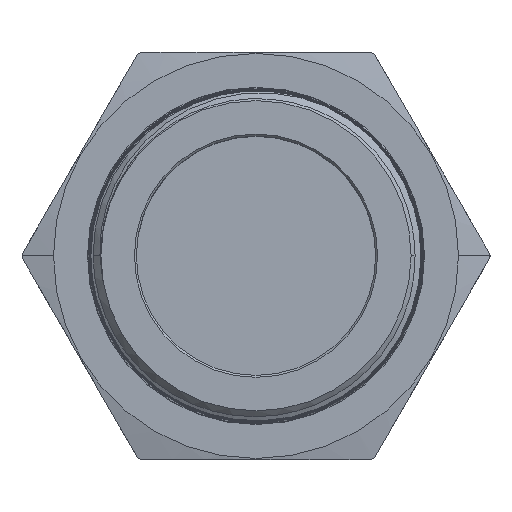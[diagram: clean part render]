
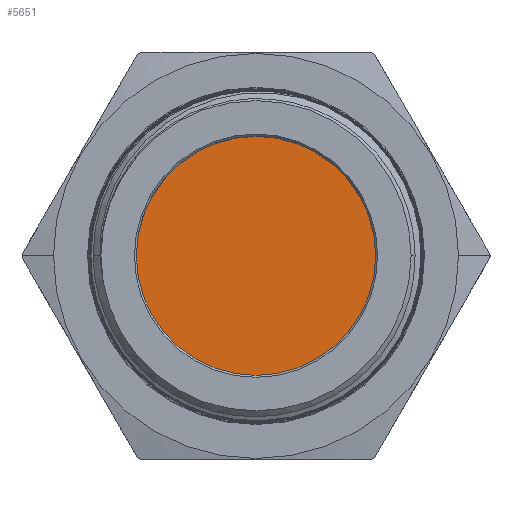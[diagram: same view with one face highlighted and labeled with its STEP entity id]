
A CAD part, top view. The second image highlights one B-rep face of the part: STEP entity #5651.
In plain terms, the highlighted planar face has unit normal (0, 0, 1).
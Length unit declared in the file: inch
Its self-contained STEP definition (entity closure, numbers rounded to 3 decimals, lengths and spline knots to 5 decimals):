
#1040 = CARTESIAN_POINT ( 'NONE',  ( 0., 0., -0.00378 ) ) ;
#1042 = PLANE ( 'NONE',  #1563 ) ;
#1044 = DIRECTION ( 'NONE',  ( 0., 0., -1. ) ) ;
#1045 = DIRECTION ( 'NONE',  ( -1., 0., 0. ) ) ;
#1160 = CARTESIAN_POINT ( 'NONE',  ( 1.31, 0., -0.00378 ) ) ;
#1187 = CARTESIAN_POINT ( 'NONE',  ( -1.31, 0., -0.00378 ) ) ;
#1355 = EDGE_CURVE ( 'NONE', #7692, #7693, #7393, .T. ) ;
#1358 = EDGE_CURVE ( 'NONE', #7693, #7692, #7399, .T. ) ;
#1501 = AXIS2_PLACEMENT_3D ( 'NONE', #4597, #4598, #4599 ) ;
#1503 = AXIS2_PLACEMENT_3D ( 'NONE', #4606, #4607, #4608 ) ;
#1563 = AXIS2_PLACEMENT_3D ( 'NONE', #1040, #1044, #1045 ) ;
#4597 = CARTESIAN_POINT ( 'NONE',  ( 0., 0., -0.00378 ) ) ;
#4598 = DIRECTION ( 'NONE',  ( 0., 0., -1. ) ) ;
#4599 = DIRECTION ( 'NONE',  ( -1., 0., 0. ) ) ;
#4606 = CARTESIAN_POINT ( 'NONE',  ( 0., 0., -0.00378 ) ) ;
#4607 = DIRECTION ( 'NONE',  ( 0., 0., -1. ) ) ;
#4608 = DIRECTION ( 'NONE',  ( -1., 0., 0. ) ) ;
#5651 = ADVANCED_FACE ( 'NONE', ( #7518 ), #1042, .F. ) ;
#7393 = CIRCLE ( 'NONE', #1501, 1.31 ) ;
#7399 = CIRCLE ( 'NONE', #1503, 1.31 ) ;
#7518 = FACE_OUTER_BOUND ( 'NONE', #7866, .T. ) ;
#7659 = ORIENTED_EDGE ( 'NONE', *, *, #1358, .F. ) ;
#7660 = ORIENTED_EDGE ( 'NONE', *, *, #1355, .F. ) ;
#7692 = VERTEX_POINT ( 'NONE', #1187 ) ;
#7693 = VERTEX_POINT ( 'NONE', #1160 ) ;
#7866 = EDGE_LOOP ( 'NONE', ( #7659, #7660 ) ) ;
